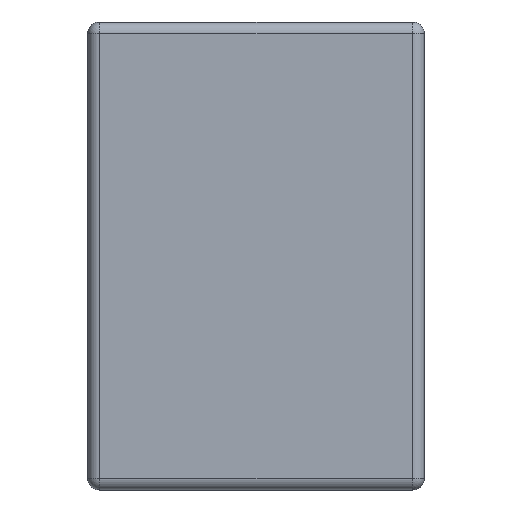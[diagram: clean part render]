
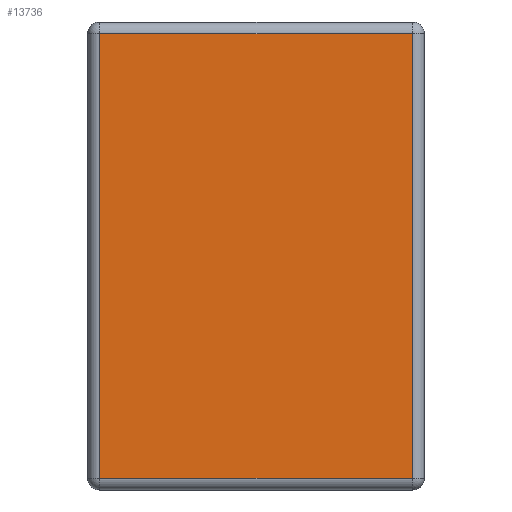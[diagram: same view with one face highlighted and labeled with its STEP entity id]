
A CAD part, left-side view. The second image highlights one B-rep face of the part: STEP entity #13736.
In plain terms, the highlighted planar face has unit normal (-1, 0, 0).
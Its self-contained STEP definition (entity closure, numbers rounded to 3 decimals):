
#3976=DIRECTION('',(0.,0.,-1.));
#3977=VECTOR('',#3976,1.52);
#3978=CARTESIAN_POINT('',(-1.6,0.04,0.76));
#3979=LINE('',#3978,#3977);
#3983=DIRECTION('',(0.,1.,0.));
#3984=VECTOR('',#3983,1.07);
#3985=CARTESIAN_POINT('',(-1.6,0.04,-0.76));
#3986=LINE('',#3985,#3984);
#3990=DIRECTION('',(0.,0.,1.));
#3991=VECTOR('',#3990,1.52);
#3992=CARTESIAN_POINT('',(-1.6,1.11,-0.76));
#3993=LINE('',#3992,#3991);
#3997=DIRECTION('',(0.,-1.,0.));
#3998=VECTOR('',#3997,1.07);
#3999=CARTESIAN_POINT('',(-1.6,1.11,0.76));
#4000=LINE('',#3999,#3998);
#6790=CARTESIAN_POINT('',(-1.6,0.04,0.76));
#6791=CARTESIAN_POINT('',(-1.6,0.04,-0.76));
#6792=VERTEX_POINT('',#6790);
#6793=VERTEX_POINT('',#6791);
#6798=CARTESIAN_POINT('',(-1.6,1.11,-0.76));
#6799=VERTEX_POINT('',#6798);
#6804=CARTESIAN_POINT('',(-1.6,1.11,0.76));
#6805=VERTEX_POINT('',#6804);
#13724=CARTESIAN_POINT('',(-1.6,0.,-0.8));
#13725=DIRECTION('',(-1.,0.,0.));
#13726=DIRECTION('',(0.,0.,1.));
#13727=AXIS2_PLACEMENT_3D('',#13724,#13725,#13726);
#13728=PLANE('',#13727);
#13730=ORIENTED_EDGE('',*,*,#13729,.T.);
#13731=ORIENTED_EDGE('',*,*,#12623,.T.);
#13732=ORIENTED_EDGE('',*,*,#13706,.T.);
#13733=ORIENTED_EDGE('',*,*,#11327,.T.);
#13734=EDGE_LOOP('',(#13730,#13731,#13732,#13733));
#13735=FACE_OUTER_BOUND('',#13734,.F.);
#13736=ADVANCED_FACE('',(#13735),#13728,.T.);
#11327=EDGE_CURVE('',#6805,#6792,#4000,.T.);
#12623=EDGE_CURVE('',#6793,#6799,#3986,.T.);
#13706=EDGE_CURVE('',#6799,#6805,#3993,.T.);
#13729=EDGE_CURVE('',#6792,#6793,#3979,.T.);
